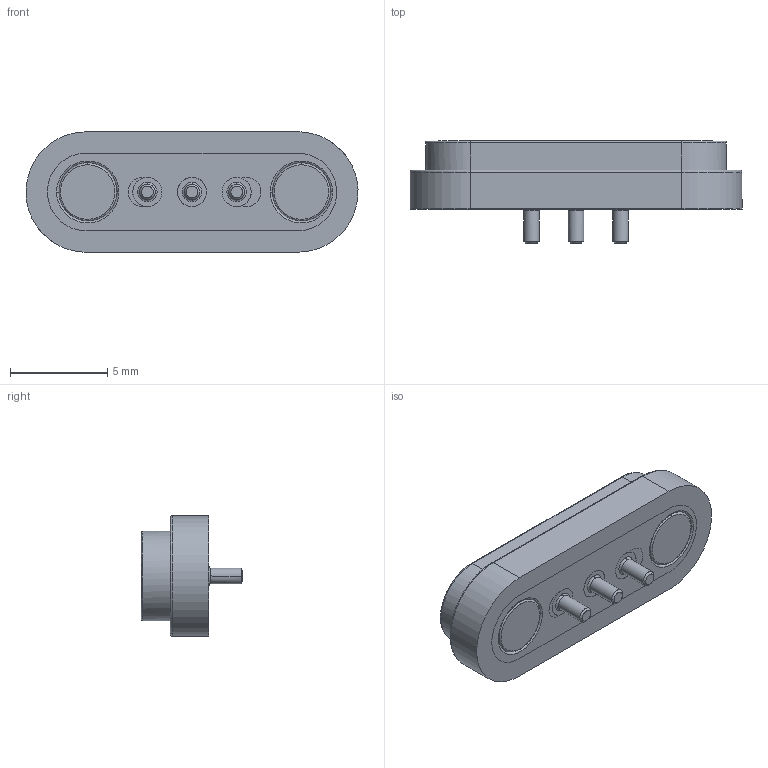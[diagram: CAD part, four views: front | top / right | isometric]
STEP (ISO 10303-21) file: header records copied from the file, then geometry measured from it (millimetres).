
FILE_DESCRIPTION(/* description */ (''),/* implementation_level */ '2;1');
FILE_NAME(/* name */ 'POGO receptacle',/* time_stamp */ '2024-02-23T14:25:14+01:00',/* author */ (''),/* organization */ (''),/* preprocessor_version */ 'ST-DEVELOPER v16.5',/* originating_system */ '',/* authorisation */ '');
FILE_SCHEMA (('CONFIG_CONTROL_DESIGN'));
Length unit declared in the file: millimetre
Products named in the file (1): Document
Bounding box: 17.09 x 5.25 x 6.2 mm (x, y, z)
Volume: 79.8 mm3; surface area: 598 mm2
Topology: 5 solids, 6 shells, 165 faces, 364 edges, 225 vertices
Faces by surface type: bspline 165
Entity records: 11841 total; most frequent: CARTESIAN_POINT 7246, B_SPLINE_CURVE_WITH_KNOTS 742, ORIENTED_EDGE 725, PCURVE 725, DEFINITIONAL_REPRESENTATION 725, SURFACE_CURVE 364, EDGE_CURVE 364, VERTEX_POINT 225
